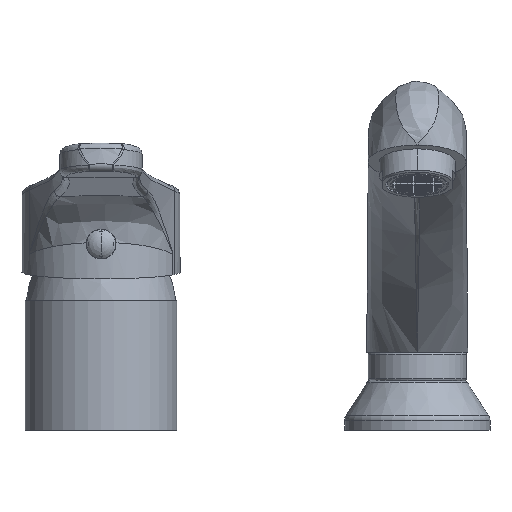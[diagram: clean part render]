
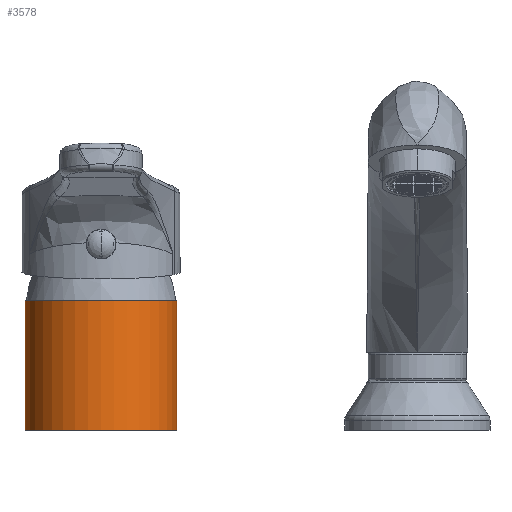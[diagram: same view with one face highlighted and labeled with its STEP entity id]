
A CAD part, top view. The second image highlights one B-rep face of the part: STEP entity #3578.
In plain terms, the highlighted cylindrical face has radius 24 mm (diameter 48 mm), a partial arc.
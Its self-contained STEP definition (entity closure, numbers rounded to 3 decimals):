
#403=CARTESIAN_POINT('',(0.,41.,0.));
#404=DIRECTION('',(0.,-1.,0.));
#405=DIRECTION('',(1.,0.,0.));
#406=AXIS2_PLACEMENT_3D('',#403,#404,#405);
#423=CARTESIAN_POINT('',(0.,0.,0.));
#424=DIRECTION('',(0.,-1.,0.));
#425=DIRECTION('',(1.,0.,0.));
#426=AXIS2_PLACEMENT_3D('',#423,#424,#425);
#428=DIRECTION('',(0.,1.,0.));
#429=VECTOR('',#428,41.);
#430=CARTESIAN_POINT('',(24.,0.,0.));
#431=LINE('',#430,#429);
#432=DIRECTION('',(0.,1.,0.));
#433=VECTOR('',#432,41.);
#434=CARTESIAN_POINT('',(-24.,0.,0.));
#435=LINE('',#434,#433);
#2258=CARTESIAN_POINT('',(24.,0.,0.));
#2259=CARTESIAN_POINT('',(24.,41.,0.));
#2260=VERTEX_POINT('',#2258);
#2261=VERTEX_POINT('',#2259);
#2266=CARTESIAN_POINT('',(-24.,0.,0.));
#2267=CARTESIAN_POINT('',(-24.,41.,0.));
#2268=VERTEX_POINT('',#2266);
#2269=VERTEX_POINT('',#2267);
#3564=CARTESIAN_POINT('',(0.,43.475,0.));
#3565=DIRECTION('',(0.,-1.,0.));
#3566=DIRECTION('',(-1.,0.,0.));
#3567=AXIS2_PLACEMENT_3D('',#3564,#3565,#3566);
#3568=CYLINDRICAL_SURFACE('',#3567,24.);
#3570=ORIENTED_EDGE('',*,*,#3569,.F.);
#3572=ORIENTED_EDGE('',*,*,#3571,.T.);
#3574=ORIENTED_EDGE('',*,*,#3573,.T.);
#3575=ORIENTED_EDGE('',*,*,#3545,.F.);
#3576=EDGE_LOOP('',(#3570,#3572,#3574,#3575));
#3577=FACE_OUTER_BOUND('',#3576,.F.);
#3578=ADVANCED_FACE('',(#3577),#3568,.T.);
#407=CIRCLE('',#406,24.);
#427=CIRCLE('',#426,24.);
#3545=EDGE_CURVE('',#2261,#2269,#407,.T.);
#3569=EDGE_CURVE('',#2260,#2261,#431,.T.);
#3571=EDGE_CURVE('',#2260,#2268,#427,.T.);
#3573=EDGE_CURVE('',#2268,#2269,#435,.T.);
